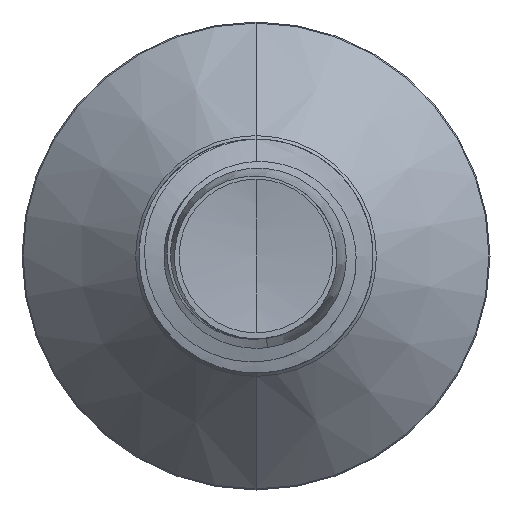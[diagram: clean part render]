
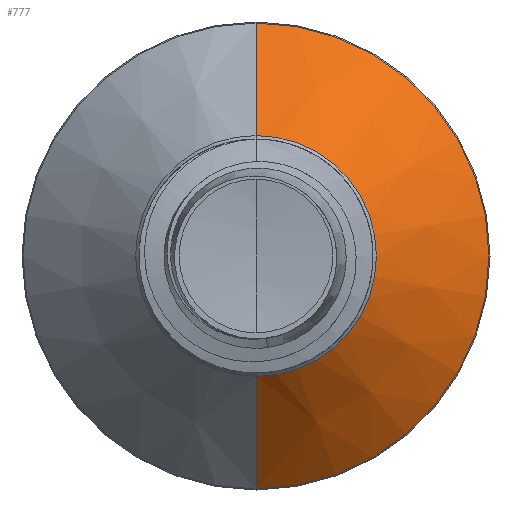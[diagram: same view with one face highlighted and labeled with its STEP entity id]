
A CAD part, front view. The second image highlights one B-rep face of the part: STEP entity #777.
In plain terms, the highlighted conical face has half-angle 45 degrees and reference radius 3.088 mm.
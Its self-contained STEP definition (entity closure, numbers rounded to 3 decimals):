
#777 = ADVANCED_FACE ( 'NONE', ( #32091 ), #23954, .T. ) ;
#1994 = CARTESIAN_POINT ( 'NONE',  ( 0., 26.624, 5.974 ) ) ;
#2378 = CARTESIAN_POINT ( 'NONE',  ( 0., 23.739, -3.089 ) ) ;
#3668 = EDGE_CURVE ( 'NONE', #22116, #7339, #24403, .T. ) ;
#5585 = AXIS2_PLACEMENT_3D ( 'NONE', #24049, #24010, #25462 ) ;
#5709 = EDGE_CURVE ( 'NONE', #31684, #22116, #28314, .T. ) ;
#6056 = CARTESIAN_POINT ( 'NONE',  ( 0., 23.739, 3.089 ) ) ;
#6086 = DIRECTION ( 'NONE',  ( 0., 0.707, 0.707 ) ) ;
#6379 = AXIS2_PLACEMENT_3D ( 'NONE', #20081, #9885, #9874 ) ;
#6705 = CARTESIAN_POINT ( 'NONE',  ( 0., 23.739, 3.089 ) ) ;
#6741 = DIRECTION ( 'NONE',  ( 0., 0.707, -0.707 ) ) ;
#7339 = VERTEX_POINT ( 'NONE', #31051 ) ;
#8669 = DIRECTION ( 'NONE',  ( 0., 1., 0. ) ) ;
#9874 = DIRECTION ( 'NONE',  ( 0., 0., 1. ) ) ;
#9885 = DIRECTION ( 'NONE',  ( 0., 1., 0. ) ) ;
#14246 = ORIENTED_EDGE ( 'NONE', *, *, #5709, .F. ) ;
#15211 = ORIENTED_EDGE ( 'NONE', *, *, #15636, .T. ) ;
#15636 = EDGE_CURVE ( 'NONE', #31684, #26229, #26066, .T. ) ;
#20081 = CARTESIAN_POINT ( 'NONE',  ( 0., 23.739, 0. ) ) ;
#21762 = EDGE_LOOP ( 'NONE', ( #15211, #36447, #29652, #14246 ) ) ;
#22116 = VERTEX_POINT ( 'NONE', #1994 ) ;
#23954 = CONICAL_SURFACE ( 'NONE', #6379, 3.089, 0.785 ) ;
#24010 = DIRECTION ( 'NONE',  ( 0., 1., 0. ) ) ;
#24049 = CARTESIAN_POINT ( 'NONE',  ( 0., 26.624, 0. ) ) ;
#24403 = CIRCLE ( 'NONE', #5585, 5.974 ) ;
#24666 = CARTESIAN_POINT ( 'NONE',  ( 0., 23.739, -3.089 ) ) ;
#24733 = LINE ( 'NONE', #24666, #25605 ) ;
#25462 = DIRECTION ( 'NONE',  ( 0., 0., 1. ) ) ;
#25605 = VECTOR ( 'NONE', #6741, 1000. ) ;
#26066 = CIRCLE ( 'NONE', #35385, 3.089 ) ;
#26229 = VERTEX_POINT ( 'NONE', #2378 ) ;
#26462 = CARTESIAN_POINT ( 'NONE',  ( 0., 23.739, 0. ) ) ;
#28314 = LINE ( 'NONE', #6056, #34420 ) ;
#29212 = DIRECTION ( 'NONE',  ( 0., 0., 1. ) ) ;
#29652 = ORIENTED_EDGE ( 'NONE', *, *, #3668, .F. ) ;
#31051 = CARTESIAN_POINT ( 'NONE',  ( 0., 26.624, -5.974 ) ) ;
#31684 = VERTEX_POINT ( 'NONE', #6705 ) ;
#32091 = FACE_OUTER_BOUND ( 'NONE', #21762, .T. ) ;
#33568 = EDGE_CURVE ( 'NONE', #26229, #7339, #24733, .T. ) ;
#34420 = VECTOR ( 'NONE', #6086, 1000. ) ;
#35385 = AXIS2_PLACEMENT_3D ( 'NONE', #26462, #8669, #29212 ) ;
#36447 = ORIENTED_EDGE ( 'NONE', *, *, #33568, .T. ) ;
